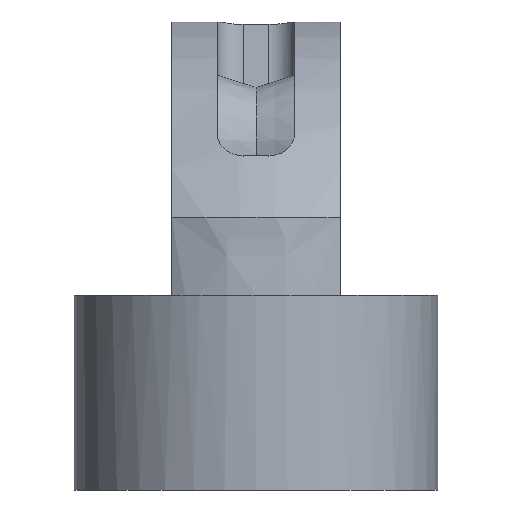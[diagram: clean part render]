
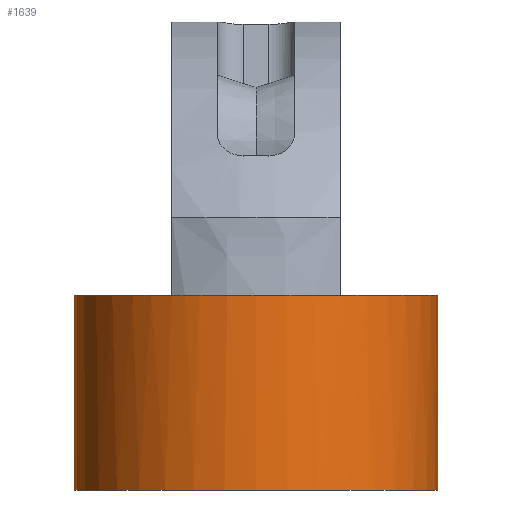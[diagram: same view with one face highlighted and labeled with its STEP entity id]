
A CAD part, front view. The second image highlights one B-rep face of the part: STEP entity #1639.
In plain terms, the highlighted cylindrical face has radius 7 mm (diameter 14 mm), a partial arc.
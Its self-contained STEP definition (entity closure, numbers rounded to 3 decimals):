
#8 = CARTESIAN_POINT ( 'NONE',  ( -7., 0., 0. ) ) ;
#100 = DIRECTION ( 'NONE',  ( 0., 0., -1. ) ) ;
#117 = CARTESIAN_POINT ( 'NONE',  ( -6.007, -3.639, 7.5 ) ) ;
#144 = VECTOR ( 'NONE', #206, 1000. ) ;
#206 = DIRECTION ( 'NONE',  ( 0., 0., -1. ) ) ;
#211 = CARTESIAN_POINT ( 'NONE',  ( -1.215, -7.267, 7.5 ) ) ;
#243 = ORIENTED_EDGE ( 'NONE', *, *, #1609, .F. ) ;
#248 = CARTESIAN_POINT ( 'NONE',  ( 3.25, -6.2, 7.5 ) ) ;
#253 = CARTESIAN_POINT ( 'NONE',  ( -3.25, -6.2, 7.5 ) ) ;
#279 = ORIENTED_EDGE ( 'NONE', *, *, #1894, .T. ) ;
#404 = CARTESIAN_POINT ( 'NONE',  ( 4.327, -5.541, 7.5 ) ) ;
#422 = CARTESIAN_POINT ( 'NONE',  ( 5.026, -4.883, 7.5 ) ) ;
#436 = CARTESIAN_POINT ( 'NONE',  ( -6.915, -1.269, 7.5 ) ) ;
#457 = DIRECTION ( 'NONE',  ( 0., 0., -1. ) ) ;
#462 = DIRECTION ( 'NONE',  ( -1., 0., 0. ) ) ;
#520 = LINE ( 'NONE', #743, #878 ) ;
#527 = DIRECTION ( 'NONE',  ( 0., 0., 1. ) ) ;
#558 = CARTESIAN_POINT ( 'NONE',  ( 6.659, -2.184, 7.5 ) ) ;
#579 = CARTESIAN_POINT ( 'NONE',  ( -6.297, -3.074, 7.5 ) ) ;
#582 = CARTESIAN_POINT ( 'NONE',  ( 5.644, -4.155, 7.5 ) ) ;
#592 = CARTESIAN_POINT ( 'NONE',  ( -3.813, -5.907, 7.5 ) ) ;
#609 = CARTESIAN_POINT ( 'NONE',  ( 7., 0., 0. ) ) ;
#610 = B_SPLINE_CURVE_WITH_KNOTS ( 'NONE', 3,
 ( #1675, #1848, #211, #1346 ),
 .UNSPECIFIED., .F., .F.,
 ( 4, 4 ),
 ( 0., 1. ),
 .UNSPECIFIED. ) ;
#645 = EDGE_CURVE ( 'NONE', #1451, #1497, #680, .T. ) ;
#680 = B_SPLINE_CURVE_WITH_KNOTS ( 'NONE', 3,
 ( #747, #1213, #404, #422, #894, #582, #1382, #1539, #1071, #558, #1866, #1700, #721 ),
 .UNSPECIFIED., .F., .F.,
 ( 4, 2, 2, 1, 2, 2, 4 ),
 ( 0.827, 0.87, 0.892, 0.913, 0.935, 0.957, 1. ),
 .UNSPECIFIED. ) ;
#688 = ORIENTED_EDGE ( 'NONE', *, *, #782, .T. ) ;
#695 = CARTESIAN_POINT ( 'NONE',  ( -7., 0., 7.5 ) ) ;
#696 = LINE ( 'NONE', #695, #144 ) ;
#721 = CARTESIAN_POINT ( 'NONE',  ( 7., 0., 7.5 ) ) ;
#743 = CARTESIAN_POINT ( 'NONE',  ( 7., 0., 7.5 ) ) ;
#747 = CARTESIAN_POINT ( 'NONE',  ( 3.25, -6.2, 7.5 ) ) ;
#779 = AXIS2_PLACEMENT_3D ( 'NONE', #1769, #457, #462 ) ;
#782 = EDGE_CURVE ( 'NONE', #1107, #1211, #696, .T. ) ;
#847 = DIRECTION ( 'NONE',  ( 1., 0., 0. ) ) ;
#878 = VECTOR ( 'NONE', #100, 1000. ) ;
#890 = ORIENTED_EDGE ( 'NONE', *, *, #645, .F. ) ;
#894 = CARTESIAN_POINT ( 'NONE',  ( 5.245, -4.647, 7.5 ) ) ;
#909 = CARTESIAN_POINT ( 'NONE',  ( -4.327, -5.541, 7.5 ) ) ;
#913 = CARTESIAN_POINT ( 'NONE',  ( -5.644, -4.155, 7.5 ) ) ;
#928 = CARTESIAN_POINT ( 'NONE',  ( -7., 0., 7.5 ) ) ;
#935 = CARTESIAN_POINT ( 'NONE',  ( -6.552, -2.486, 7.5 ) ) ;
#1063 = CARTESIAN_POINT ( 'NONE',  ( -3.25, -6.2, 7.5 ) ) ;
#1071 = CARTESIAN_POINT ( 'NONE',  ( 6.552, -2.485, 7.5 ) ) ;
#1107 = VERTEX_POINT ( 'NONE', #1268 ) ;
#1108 = FACE_OUTER_BOUND ( 'NONE', #1181, .T. ) ;
#1181 = EDGE_LOOP ( 'NONE', ( #243, #890, #1514, #1485, #688, #279 ) ) ;
#1211 = VERTEX_POINT ( 'NONE', #8 ) ;
#1213 = CARTESIAN_POINT ( 'NONE',  ( 3.812, -5.907, 7.5 ) ) ;
#1237 = CARTESIAN_POINT ( 'NONE',  ( -7., -0.643, 7.5 ) ) ;
#1268 = CARTESIAN_POINT ( 'NONE',  ( -7., 0., 7.5 ) ) ;
#1342 = AXIS2_PLACEMENT_3D ( 'NONE', #1506, #527, #847 ) ;
#1346 = CARTESIAN_POINT ( 'NONE',  ( -3.25, -6.2, 7.5 ) ) ;
#1382 = CARTESIAN_POINT ( 'NONE',  ( 6.007, -3.639, 7.5 ) ) ;
#1438 = CYLINDRICAL_SURFACE ( 'NONE', #779, 7. ) ;
#1451 = VERTEX_POINT ( 'NONE', #248 ) ;
#1485 = ORIENTED_EDGE ( 'NONE', *, *, #1570, .F. ) ;
#1497 = VERTEX_POINT ( 'NONE', #1707 ) ;
#1506 = CARTESIAN_POINT ( 'NONE',  ( 0., 0., 0. ) ) ;
#1514 = ORIENTED_EDGE ( 'NONE', *, *, #1871, .T. ) ;
#1539 = CARTESIAN_POINT ( 'NONE',  ( 6.297, -3.074, 7.5 ) ) ;
#1551 = VERTEX_POINT ( 'NONE', #609 ) ;
#1569 = CARTESIAN_POINT ( 'NONE',  ( -6.659, -2.183, 7.5 ) ) ;
#1570 = EDGE_CURVE ( 'NONE', #1107, #1611, #1577, .T. ) ;
#1577 = B_SPLINE_CURVE_WITH_KNOTS ( 'NONE', 3,
 ( #928, #1237, #436, #1569, #935, #579, #117, #913, #1744, #2053, #909, #592, #1063 ),
 .UNSPECIFIED., .F., .F.,
 ( 4, 2, 2, 1, 2, 2, 4 ),
 ( 0.5, 0.543, 0.565, 0.587, 0.608, 0.63, 0.673 ),
 .UNSPECIFIED. ) ;
#1609 = EDGE_CURVE ( 'NONE', #1497, #1551, #520, .T. ) ;
#1611 = VERTEX_POINT ( 'NONE', #253 ) ;
#1639 = ADVANCED_FACE ( 'NONE', ( #1108 ), #1438, .T. ) ;
#1675 = CARTESIAN_POINT ( 'NONE',  ( 3.25, -6.2, 7.5 ) ) ;
#1700 = CARTESIAN_POINT ( 'NONE',  ( 7., -0.643, 7.5 ) ) ;
#1707 = CARTESIAN_POINT ( 'NONE',  ( 7., 0., 7.5 ) ) ;
#1738 = CIRCLE ( 'NONE', #1342, 7. ) ;
#1744 = CARTESIAN_POINT ( 'NONE',  ( -5.245, -4.647, 7.5 ) ) ;
#1769 = CARTESIAN_POINT ( 'NONE',  ( 0., 0., 7.5 ) ) ;
#1848 = CARTESIAN_POINT ( 'NONE',  ( 1.215, -7.267, 7.5 ) ) ;
#1866 = CARTESIAN_POINT ( 'NONE',  ( 6.915, -1.27, 7.5 ) ) ;
#1871 = EDGE_CURVE ( 'NONE', #1451, #1611, #610, .T. ) ;
#1894 = EDGE_CURVE ( 'NONE', #1211, #1551, #1738, .T. ) ;
#2053 = CARTESIAN_POINT ( 'NONE',  ( -5.025, -4.883, 7.5 ) ) ;
